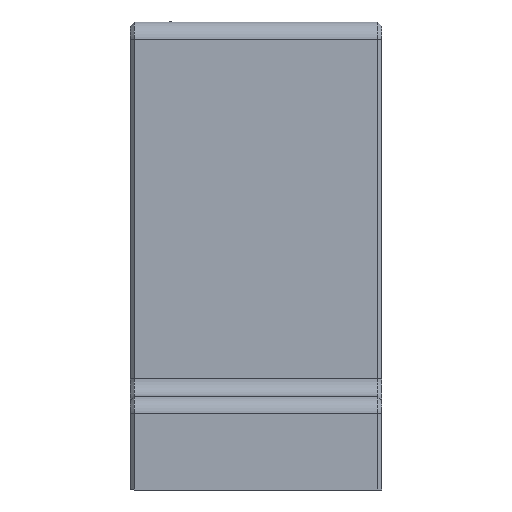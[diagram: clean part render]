
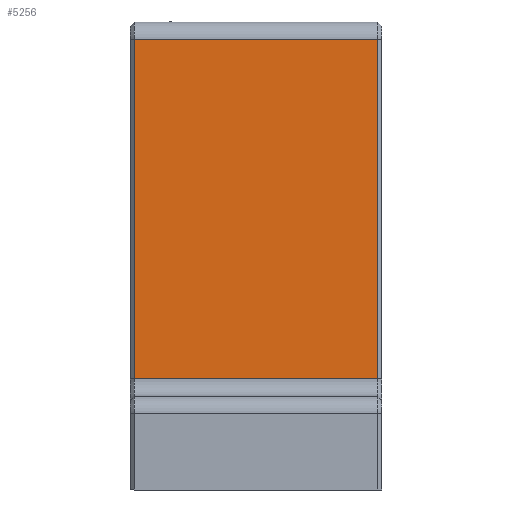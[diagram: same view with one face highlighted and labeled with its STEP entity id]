
A CAD part, front view. The second image highlights one B-rep face of the part: STEP entity #5256.
In plain terms, the highlighted planar face has unit normal (0, -1, 0).
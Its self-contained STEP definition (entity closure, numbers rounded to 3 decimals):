
#5023=CARTESIAN_POINT('',(20.8,-40.0,19.));
#5024=VERTEX_POINT('',#5023);
#5073=CARTESIAN_POINT('',(20.8,-40.,77.));
#5074=VERTEX_POINT('',#5073);
#5081=CARTESIAN_POINT('',(20.8,-40.,77.));
#5082=DIRECTION('',(0.0,0.0,-1.0));
#5083=VECTOR('',#5082,58.);
#5084=LINE('',#5081,#5083);
#5085=EDGE_CURVE('',#5074,#5024,#5084,.T.);
#5213=CARTESIAN_POINT('',(-20.8,-40.0,19.));
#5214=VERTEX_POINT('',#5213);
#5224=CARTESIAN_POINT('',(-20.8,-40.0,19.));
#5225=DIRECTION('',(1.0,0.0,0.0));
#5226=VECTOR('',#5225,41.6);
#5227=LINE('',#5224,#5226);
#5228=EDGE_CURVE('',#5214,#5024,#5227,.T.);
#5233=CARTESIAN_POINT('',(0.0,-40.,80.));
#5234=DIRECTION('',(0.0,1.0,0.0));
#5235=DIRECTION('',(0.0,0.0,1.0));
#5236=AXIS2_PLACEMENT_3D('',#5233,#5234,#5235);
#5237=PLANE('',#5236);
#5238=CARTESIAN_POINT('',(-20.8,-40.,77.));
#5239=VERTEX_POINT('',#5238);
#5240=CARTESIAN_POINT('',(-20.8,-40.,19.));
#5241=DIRECTION('',(0.0,0.0,1.0));
#5242=VECTOR('',#5241,58.);
#5243=LINE('',#5240,#5242);
#5244=EDGE_CURVE('',#5214,#5239,#5243,.T.);
#5245=ORIENTED_EDGE('',*,*,#5244,.F.);
#5246=ORIENTED_EDGE('',*,*,#5228,.T.);
#5247=ORIENTED_EDGE('',*,*,#5085,.F.);
#5248=CARTESIAN_POINT('',(20.8,-40.,77.));
#5249=DIRECTION('',(-1.0,0.0,0.0));
#5250=VECTOR('',#5249,41.6);
#5251=LINE('',#5248,#5250);
#5252=EDGE_CURVE('',#5074,#5239,#5251,.T.);
#5253=ORIENTED_EDGE('',*,*,#5252,.T.);
#5254=EDGE_LOOP('',(#5245,#5246,#5247,#5253));
#5255=FACE_OUTER_BOUND('',#5254,.T.);
#5256=ADVANCED_FACE('',(#5255),#5237,.F.);
